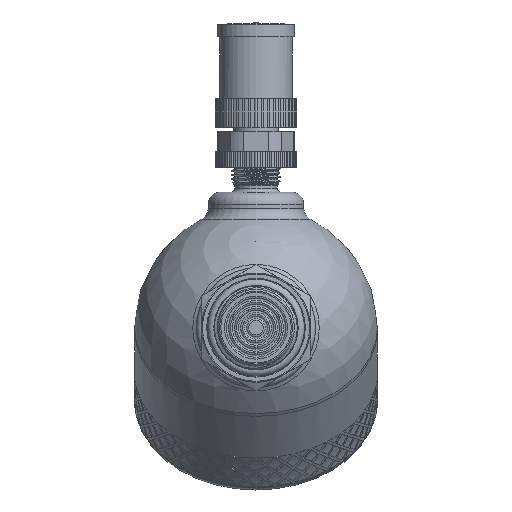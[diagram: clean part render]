
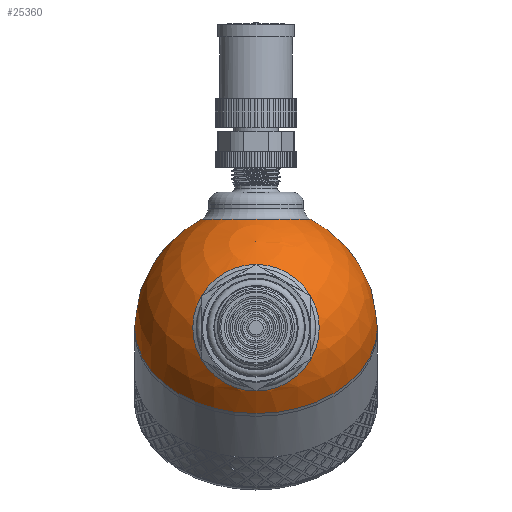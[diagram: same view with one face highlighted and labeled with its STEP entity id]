
A CAD part, left-side view. The second image highlights one B-rep face of the part: STEP entity #25360.
In plain terms, the highlighted spherical face has radius 30 mm.
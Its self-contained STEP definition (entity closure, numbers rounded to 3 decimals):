
#121=SPHERICAL_SURFACE('',#26838,30.);
#171=CIRCLE('',#26835,15.643);
#174=CIRCLE('',#26839,30.);
#175=CIRCLE('',#26840,30.);
#176=CIRCLE('',#26841,30.);
#177=CIRCLE('',#26842,13.5);
#1129=FACE_BOUND('',#5586,.T.);
#1130=FACE_BOUND('',#5587,.T.);
#3922=FACE_OUTER_BOUND('',#5585,.T.);
#5585=EDGE_LOOP('',(#18128,#18129,#18130,#18131));
#5586=EDGE_LOOP('',(#18132));
#5587=EDGE_LOOP('',(#18133));
#10307=VERTEX_POINT('',#40044);
#10309=VERTEX_POINT('',#40050);
#10310=VERTEX_POINT('',#40051);
#10311=VERTEX_POINT('',#40053);
#10312=VERTEX_POINT('',#40056);
#13264=EDGE_CURVE('',#10307,#10307,#171,.T.);
#13267=EDGE_CURVE('',#10309,#10310,#174,.T.);
#13268=EDGE_CURVE('',#10309,#10311,#175,.T.);
#13269=EDGE_CURVE('',#10310,#10309,#176,.T.);
#13270=EDGE_CURVE('',#10312,#10312,#177,.T.);
#18128=ORIENTED_EDGE('',*,*,#13267,.F.);
#18129=ORIENTED_EDGE('',*,*,#13268,.T.);
#18130=ORIENTED_EDGE('',*,*,#13268,.F.);
#18131=ORIENTED_EDGE('',*,*,#13269,.F.);
#18132=ORIENTED_EDGE('',*,*,#13264,.F.);
#18133=ORIENTED_EDGE('',*,*,#13270,.F.);
#25360=ADVANCED_FACE('',(#3922,#1129,#1130),#121,.T.);
#26835=AXIS2_PLACEMENT_3D('',#40045,#28691,#28692);
#26838=AXIS2_PLACEMENT_3D('',#40049,#28697,#28698);
#26839=AXIS2_PLACEMENT_3D('',#40052,#28699,#28700);
#26840=AXIS2_PLACEMENT_3D('',#40054,#28701,#28702);
#26841=AXIS2_PLACEMENT_3D('',#40055,#28703,#28704);
#26842=AXIS2_PLACEMENT_3D('',#40057,#28705,#28706);
#28691=DIRECTION('center_axis',(-0.707,0.,0.707));
#28692=DIRECTION('ref_axis',(0.707,0.,0.707));
#28697=DIRECTION('center_axis',(1.,0.,0.));
#28698=DIRECTION('ref_axis',(0.,-1.,0.));
#28699=DIRECTION('center_axis',(1.,0.,0.));
#28700=DIRECTION('ref_axis',(0.,1.,0.));
#28701=DIRECTION('center_axis',(0.,0.,1.));
#28702=DIRECTION('ref_axis',(0.,1.,0.));
#28703=DIRECTION('center_axis',(1.,0.,0.));
#28704=DIRECTION('ref_axis',(0.,1.,0.));
#28705=DIRECTION('center_axis',(-0.707,0.,-0.707));
#28706=DIRECTION('ref_axis',(-0.707,0.,0.707));
#40044=CARTESIAN_POINT('',(-29.162,0.,7.04));
#40045=CARTESIAN_POINT('Origin',(-18.101,0.,18.101));
#40049=CARTESIAN_POINT('Origin',(0.,0.,0.));
#40050=CARTESIAN_POINT('',(0.,30.,0.));
#40051=CARTESIAN_POINT('',(0.,-30.,0.));
#40052=CARTESIAN_POINT('Origin',(0.,0.,0.));
#40053=CARTESIAN_POINT('',(-30.,0.,0.));
#40054=CARTESIAN_POINT('Origin',(0.,0.,0.));
#40055=CARTESIAN_POINT('Origin',(0.,0.,0.));
#40056=CARTESIAN_POINT('',(-9.398,0.,-28.49));
#40057=CARTESIAN_POINT('Origin',(-18.944,0.,-18.944));
